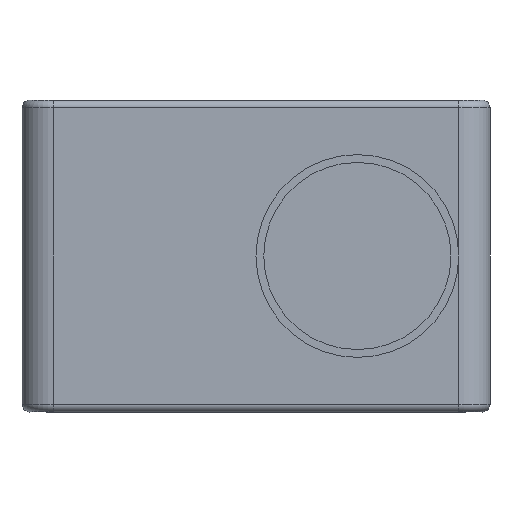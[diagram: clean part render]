
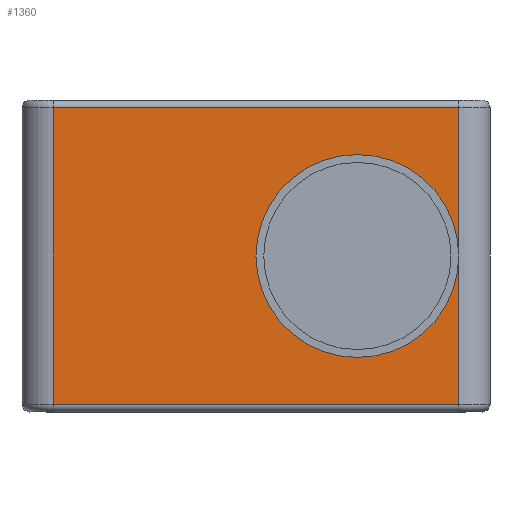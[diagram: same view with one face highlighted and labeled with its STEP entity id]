
A CAD part, left-side view. The second image highlights one B-rep face of the part: STEP entity #1360.
In plain terms, the highlighted planar face has unit normal (-1, 0, 0).
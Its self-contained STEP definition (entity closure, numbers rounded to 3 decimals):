
#379=CARTESIAN_POINT('',(-70.,-6.5,0.));
#380=DIRECTION('',(-1.,0.,0.));
#381=DIRECTION('',(0.,1.,0.));
#382=AXIS2_PLACEMENT_3D('',#379,#380,#381);
#387=DIRECTION('',(0.,0.,-1.));
#388=VECTOR('',#387,9.5);
#389=CARTESIAN_POINT('',(-70.,-13.,0.));
#390=LINE('',#389,#388);
#394=DIRECTION('',(0.,1.,0.));
#395=VECTOR('',#394,26.);
#396=CARTESIAN_POINT('',(-70.,-13.,-9.5));
#397=LINE('',#396,#395);
#401=DIRECTION('',(0.,0.,-1.));
#402=VECTOR('',#401,19.);
#403=CARTESIAN_POINT('',(-70.,13.,9.5));
#404=LINE('',#403,#402);
#408=DIRECTION('',(0.,-1.,0.));
#409=VECTOR('',#408,26.);
#410=CARTESIAN_POINT('',(-70.,13.,9.5));
#411=LINE('',#410,#409);
#415=DIRECTION('',(0.,0.,-1.));
#416=VECTOR('',#415,9.5);
#417=CARTESIAN_POINT('',(-70.,-13.,9.5));
#418=LINE('',#417,#416);
#422=CARTESIAN_POINT('',(-70.,-6.5,0.));
#423=DIRECTION('',(-1.,0.,0.));
#424=DIRECTION('',(0.,-1.,0.));
#425=AXIS2_PLACEMENT_3D('',#422,#423,#424);
#1008=CARTESIAN_POINT('',(-70.,13.,9.5));
#1009=CARTESIAN_POINT('',(-70.,-13.,9.5));
#1010=VERTEX_POINT('',#1008);
#1011=VERTEX_POINT('',#1009);
#1036=CARTESIAN_POINT('',(-70.,-13.,-9.5));
#1037=CARTESIAN_POINT('',(-70.,13.,-9.5));
#1038=VERTEX_POINT('',#1036);
#1039=VERTEX_POINT('',#1037);
#1106=CARTESIAN_POINT('',(-70.,0.,0.));
#1107=CARTESIAN_POINT('',(-70.,-13.,0.));
#1108=VERTEX_POINT('',#1106);
#1109=VERTEX_POINT('',#1107);
#1343=CARTESIAN_POINT('',(-70.,15.,-10.));
#1344=DIRECTION('',(-1.,0.,0.));
#1345=DIRECTION('',(0.,-1.,0.));
#1346=AXIS2_PLACEMENT_3D('',#1343,#1344,#1345);
#1347=PLANE('',#1346);
#1349=ORIENTED_EDGE('',*,*,#1348,.T.);
#1350=ORIENTED_EDGE('',*,*,#1338,.T.);
#1352=ORIENTED_EDGE('',*,*,#1351,.T.);
#1353=ORIENTED_EDGE('',*,*,#1279,.F.);
#1354=ORIENTED_EDGE('',*,*,#1308,.T.);
#1355=ORIENTED_EDGE('',*,*,#1332,.T.);
#1357=ORIENTED_EDGE('',*,*,#1356,.T.);
#1358=EDGE_LOOP('',(#1349,#1350,#1352,#1353,#1354,#1355,#1357));
#1359=FACE_OUTER_BOUND('',#1358,.F.);
#1360=ADVANCED_FACE('',(#1359),#1347,.T.);
#383=CIRCLE('',#382,6.5);
#426=CIRCLE('',#425,6.5);
#1279=EDGE_CURVE('',#1010,#1039,#404,.T.);
#1308=EDGE_CURVE('',#1010,#1011,#411,.T.);
#1332=EDGE_CURVE('',#1011,#1109,#418,.T.);
#1338=EDGE_CURVE('',#1109,#1038,#390,.T.);
#1348=EDGE_CURVE('',#1108,#1109,#383,.T.);
#1351=EDGE_CURVE('',#1038,#1039,#397,.T.);
#1356=EDGE_CURVE('',#1109,#1108,#426,.T.);
